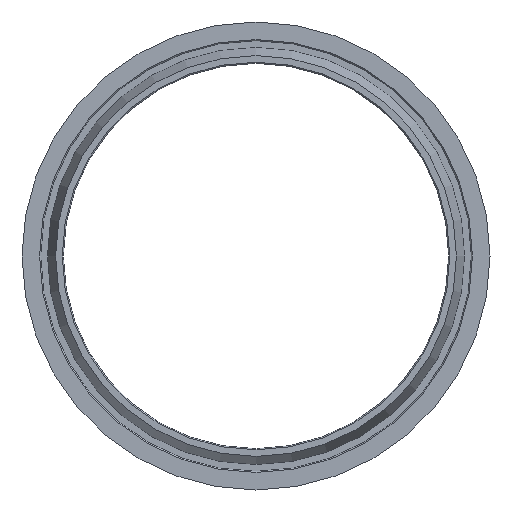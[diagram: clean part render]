
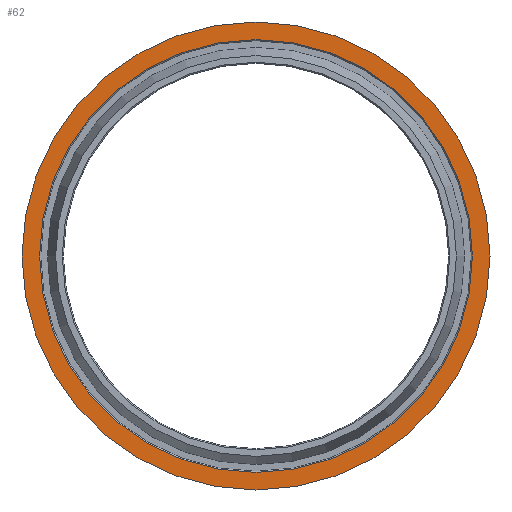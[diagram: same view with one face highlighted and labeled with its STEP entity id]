
A CAD part, left-side view. The second image highlights one B-rep face of the part: STEP entity #62.
In plain terms, the highlighted planar face has unit normal (-1, 0, 0).
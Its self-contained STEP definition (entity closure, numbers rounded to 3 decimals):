
#62=ADVANCED_FACE('',(#188,#190),#192,.T.);
#188=FACE_BOUND('',#189,.T.);
#189=EDGE_LOOP('',(#307));
#190=FACE_BOUND('',#191,.T.);
#191=EDGE_LOOP('',(#308));
#192=PLANE('',#193);
#193=AXIS2_PLACEMENT_3D('',#194,#195,#196);
#194=CARTESIAN_POINT('',(-19.973,0.,0.));
#195=DIRECTION('',(-1.,0.,0.));
#196=DIRECTION('',(0.,0.,1.));
#307=ORIENTED_EDGE('',*,*,#335,.T.);
#308=ORIENTED_EDGE('',*,*,#334,.F.);
#334=EDGE_CURVE('',#349,#349,#350,.T.);
#335=EDGE_CURVE('',#351,#351,#352,.T.);
#349=VERTEX_POINT('',#380);
#350=CIRCLE('',#381,95.5);
#351=VERTEX_POINT('',#385);
#352=CIRCLE('',#386,103.25);
#380=CARTESIAN_POINT('',(-19.973,0.,95.5));
#381=AXIS2_PLACEMENT_3D('',#382,#383,#384);
#382=CARTESIAN_POINT('',(-19.973,0.,0.));
#383=DIRECTION('',(-1.,0.,0.));
#384=DIRECTION('',(0.,0.,1.));
#385=CARTESIAN_POINT('',(-19.973,0.,103.25));
#386=AXIS2_PLACEMENT_3D('',#387,#388,#389);
#387=CARTESIAN_POINT('',(-19.973,0.,0.));
#388=DIRECTION('',(-1.,0.,0.));
#389=DIRECTION('',(0.,0.,1.));
